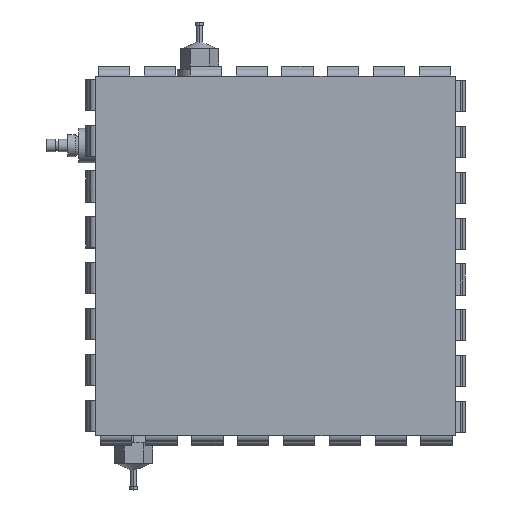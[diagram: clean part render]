
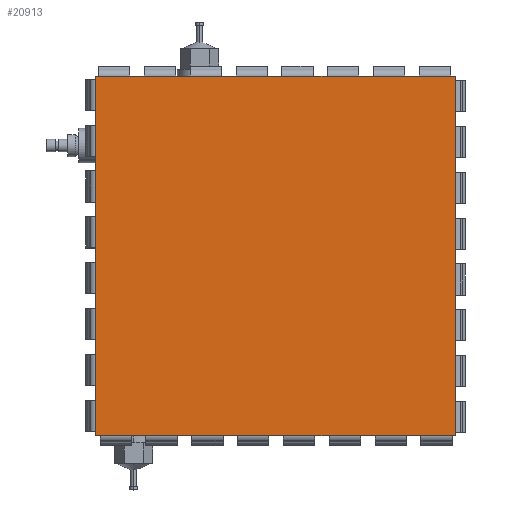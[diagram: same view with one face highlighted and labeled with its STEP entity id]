
A CAD part, top view. The second image highlights one B-rep face of the part: STEP entity #20913.
In plain terms, the highlighted planar face has unit normal (0, 0, 1).
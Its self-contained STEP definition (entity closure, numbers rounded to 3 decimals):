
#20783=CARTESIAN_POINT('',(-25.917,-25.893,15.5));
#20784=VERTEX_POINT('',#20783);
#20785=CARTESIAN_POINT('',(-25.917,25.893,15.5));
#20786=VERTEX_POINT('',#20785);
#20787=CARTESIAN_POINT('',(-25.917,-25.893,15.5));
#20788=DIRECTION('',(0.0,1.0,0.0));
#20789=VECTOR('',#20788,51.787);
#20790=LINE('',#20787,#20789);
#20791=EDGE_CURVE('',#20784,#20786,#20790,.T.);
#20823=CARTESIAN_POINT('',(25.917,25.893,15.5));
#20824=VERTEX_POINT('',#20823);
#20825=CARTESIAN_POINT('',(-25.917,25.893,15.5));
#20826=DIRECTION('',(1.0,0.0,0.0));
#20827=VECTOR('',#20826,51.834);
#20828=LINE('',#20825,#20827);
#20829=EDGE_CURVE('',#20786,#20824,#20828,.T.);
#20854=CARTESIAN_POINT('',(25.917,-25.893,15.5));
#20855=VERTEX_POINT('',#20854);
#20856=CARTESIAN_POINT('',(25.917,25.893,15.5));
#20857=DIRECTION('',(0.0,-1.0,0.0));
#20858=VECTOR('',#20857,51.787);
#20859=LINE('',#20856,#20858);
#20860=EDGE_CURVE('',#20824,#20855,#20859,.T.);
#20885=CARTESIAN_POINT('',(25.917,-25.893,15.5));
#20886=DIRECTION('',(-1.0,0.0,0.0));
#20887=VECTOR('',#20886,51.834);
#20888=LINE('',#20885,#20887);
#20889=EDGE_CURVE('',#20855,#20784,#20888,.T.);
#20902=CARTESIAN_POINT('',(0.,0.0,15.5));
#20903=DIRECTION('',(0.0,0.0,1.0));
#20904=DIRECTION('',(1.0,0.0,0.0));
#20905=AXIS2_PLACEMENT_3D('',#20902,#20903,#20904);
#20906=PLANE('',#20905);
#20907=ORIENTED_EDGE('',*,*,#20791,.F.);
#20908=ORIENTED_EDGE('',*,*,#20889,.F.);
#20909=ORIENTED_EDGE('',*,*,#20860,.F.);
#20910=ORIENTED_EDGE('',*,*,#20829,.F.);
#20911=EDGE_LOOP('',(#20907,#20908,#20909,#20910));
#20912=FACE_OUTER_BOUND('',#20911,.T.);
#20913=ADVANCED_FACE('',(#20912),#20906,.T.);
